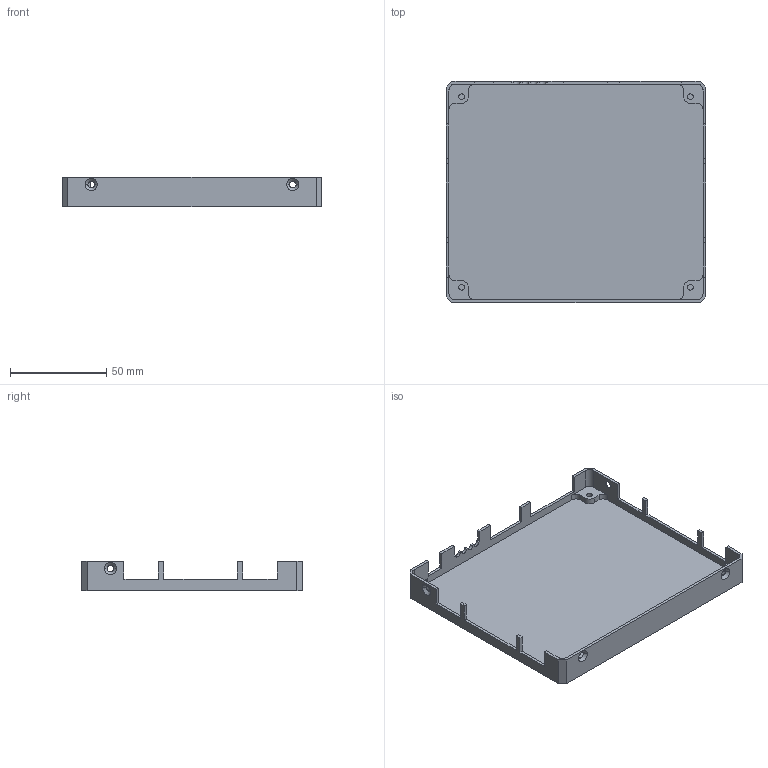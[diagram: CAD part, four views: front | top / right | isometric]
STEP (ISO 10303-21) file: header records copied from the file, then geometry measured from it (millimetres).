
FILE_DESCRIPTION((''),'2;1');
FILE_NAME('10122899','2023-01-12T09:41:27',('mmbekler'),('Aselsan A.S'),'CREO PARAMETRIC BY PTC INC, 2020454','CREO PARAMETRIC BY PTC INC, 2020454','');
FILE_SCHEMA(('CONFIG_CONTROL_DESIGN','SHAPE_APPEARANCE_LAYERS_GROUPS'));
Length unit declared in the file: millimetre
Products named in the file (1): 10122899
Bounding box: 135 x 115 x 15.1 mm (x, y, z)
Volume: 27864.4 mm3; surface area: 44270.4 mm2
Topology: 1 solids, 1 shells, 574 faces, 1512 edges, 1008 vertices
Faces by surface type: plane 280, extrusion 150, cylinder 136, cone 8
Entity records: 30134 total; most frequent: CARTESIAN_POINT 4276, ORIENTED_EDGE 3024, DIRECTION 2498, PRESENTATION_STYLE_ASSIGNMENT 2235, STYLED_ITEM 1663, CURVE_STYLE 1662, EDGE_CURVE 1512, FILL_AREA_STYLE_COLOUR 1145
